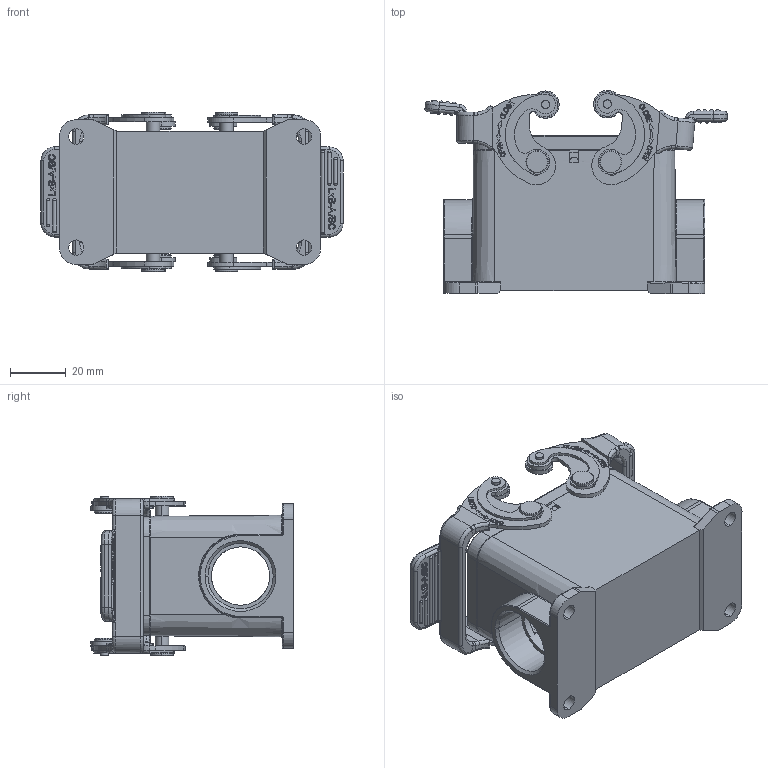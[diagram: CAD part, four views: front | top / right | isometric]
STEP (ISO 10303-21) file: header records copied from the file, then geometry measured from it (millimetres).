
FILE_DESCRIPTION((''),'2;1');
FILE_NAME('3D_HV10B-SF-2L_SC-2M25_V1_0','2017-09-28T',('dm.li'),(''),'PRO/ENGINEER BY PARAMETRIC TECHNOLOGY CORPORATION, 2012480','PRO/ENGINEER BY PARAMETRIC TECHNOLOGY CORPORATION, 2012480','');
FILE_SCHEMA(('AUTOMOTIVE_DESIGN { 1 0 10303 214 1 1 1 1 }'));
Products named in the file (1): 3D_HV10B-SF-2L_SC-2M25_V1_0
Bounding box: 108.78 x 73.01 x 57.45 mm (x, y, z)
Volume: 85110.2 mm3; surface area: 49378.5 mm2
Topology: 1 solids, 8 shells, 1589 faces, 4267 edges, 2820 vertices
Faces by surface type: plane 726, cylinder 409, extrusion 160, torus 102, bspline 96, cone 56, sphere 40
Entity records: 65350 total; most frequent: CARTESIAN_POINT 17522, ORIENTED_EDGE 8482, DIRECTION 7624, EDGE_CURVE 4249, VERTEX_POINT 2820, AXIS2_PLACEMENT_3D 2613, VECTOR 2398, LINE 2238
